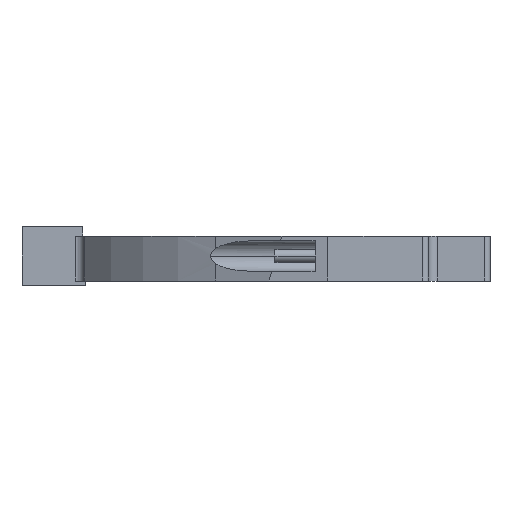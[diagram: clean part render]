
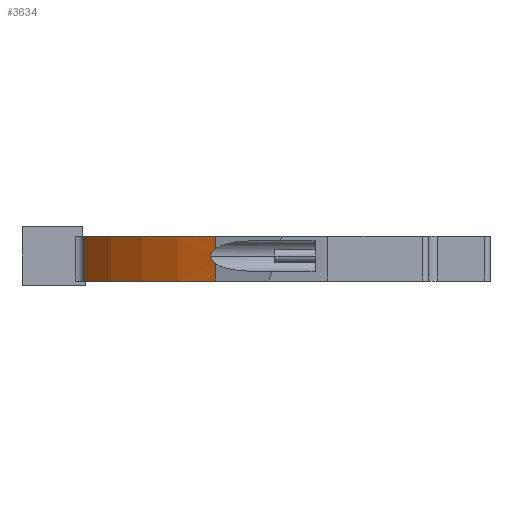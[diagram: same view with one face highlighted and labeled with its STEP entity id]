
A CAD part, left-side view. The second image highlights one B-rep face of the part: STEP entity #3634.
In plain terms, the highlighted cylindrical face has radius 4.25 mm (diameter 8.5 mm), a partial arc.
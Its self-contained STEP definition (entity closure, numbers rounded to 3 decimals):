
#466=CARTESIAN_POINT('POINT34',(-7.897,
   -2.752,0.313));
#467=VERTEX_POINT('VERTEX34',#466);
#475=CARTESIAN_POINT('POINT35',(-7.897,
   -2.752,0.06));
#476=VERTEX_POINT('VERTEX35',#475);
#477=CARTESIAN_POINT('POS49',(-7.897,
   -2.752,-0.07));
#478=DIRECTION('DIR68',(0.,0.,1.));
#479=VECTOR('VEC30',#478,1.);
#480=LINE('STRAIGHT30',#477,#479);
#481=EDGE_CURVE('EDGE47',#467,#476,#480,.F.);
#506=CARTESIAN_POINT('POINT37',(-7.87,-2.684,
   0.417));
#507=VERTEX_POINT('VERTEX37',#506);
#516=CARTESIAN_POINT('POINT38',(-7.897,
   -2.752,0.521));
#517=VERTEX_POINT('VERTEX38',#516);
#525=B_SPLINE_CURVE_WITH_KNOTS('SPLINE_CRV3',3,(#526,#527,#528,#529,#530
   ,#531,#532,#533,#534,#535),.UNSPECIFIED.,.F.,.F.,(4,2,2,2,4),(
   2.321,2.345,2.369,
   2.418,2.449),.UNSPECIFIED.);
#526=CARTESIAN_POINT('',(-7.87,-2.684,0.417));
#527=CARTESIAN_POINT('',(-7.87,-2.684,
   0.425));
#528=CARTESIAN_POINT('',(-7.87,-2.685,
   0.433));
#529=CARTESIAN_POINT('',(-7.872,-2.69,
   0.449));
#530=CARTESIAN_POINT('',(-7.874,-2.693,
   0.457));
#531=CARTESIAN_POINT('',(-7.879,-2.705,
   0.479));
#532=CARTESIAN_POINT('',(-7.883,-2.717,
   0.492));
#533=CARTESIAN_POINT('',(-7.891,-2.736,
   0.509));
#534=CARTESIAN_POINT('',(-7.894,-2.744,
   0.515));
#535=CARTESIAN_POINT('',(-7.897,-2.752,
   0.521));
#536=EDGE_CURVE('EDGE52',#507,#517,#525,.T.);
#547=B_SPLINE_CURVE_WITH_KNOTS('SPLINE_CRV4',3,(#548,#549,#550,#551,#552
   ,#553,#554,#555,#556,#557),.UNSPECIFIED.,.F.,.F.,(4,2,2,2,4),(
   2.192,2.223,2.272,
   2.296,2.321),.UNSPECIFIED.);
#548=CARTESIAN_POINT('',(-7.897,-2.752,
   0.313));
#549=CARTESIAN_POINT('',(-7.894,-2.744,
   0.319));
#550=CARTESIAN_POINT('',(-7.891,-2.736,
   0.325));
#551=CARTESIAN_POINT('',(-7.883,-2.717,
   0.342));
#552=CARTESIAN_POINT('',(-7.879,-2.705,
   0.355));
#553=CARTESIAN_POINT('',(-7.874,-2.693,
   0.377));
#554=CARTESIAN_POINT('',(-7.872,-2.69,
   0.385));
#555=CARTESIAN_POINT('',(-7.87,-2.685,
   0.401));
#556=CARTESIAN_POINT('',(-7.87,-2.684,
   0.409));
#557=CARTESIAN_POINT('',(-7.87,-2.684,0.417));
#558=EDGE_CURVE('EDGE53',#467,#507,#547,.T.);
#2243=CARTESIAN_POINT('POINT184',(-6.478,
   -0.885,0.06));
#2244=VERTEX_POINT('VERTEX184',#2243);
#2245=CARTESIAN_POINT('POS250',(-3.935,-4.29,0.06));
#2246=DIRECTION('DIR354',(0.,0.,1.));
#2247=DIRECTION('DIR355',(1.,0.,0.));
#2248=AXIS2_PLACEMENT_3D('AXIS105',#2245,#2246,#2247);
#2249=CIRCLE('ELLIPSE59',#2248,4.25);
#2250=EDGE_CURVE('EDGE224',#476,#2244,#2249,.F.);
#3589=CARTESIAN_POINT('POINT263',(-7.897,
   -2.752,0.7));
#3590=VERTEX_POINT('VERTEX263',#3589);
#3597=CARTESIAN_POINT('POS410',(-7.897,
   -2.752,-0.07));
#3598=DIRECTION('DIR593',(0.,0.,1.));
#3599=VECTOR('VEC227',#3598,1.);
#3600=LINE('STRAIGHT227',#3597,#3599);
#3601=EDGE_CURVE('EDGE349',#3590,#517,#3600,.F.);
#3607=ORIENTED_EDGE('COEDGE512',*,*,#558,.T.);
#3608=ORIENTED_EDGE('COEDGE513',*,*,#536,.T.);
#3609=ORIENTED_EDGE('COEDGE514',*,*,#3601,.F.);
#3610=CARTESIAN_POINT('POINT264',(-6.478,
   -0.885,0.7));
#3611=VERTEX_POINT('VERTEX264',#3610);
#3612=CARTESIAN_POINT('POS411',(-3.935,-4.29,0.7));
#3613=DIRECTION('DIR594',(0.,0.,1.));
#3614=DIRECTION('DIR595',(1.,0.,0.));
#3615=AXIS2_PLACEMENT_3D('AXIS184',#3612,#3613,#3614);
#3616=CIRCLE('ELLIPSE99',#3615,4.25);
#3617=EDGE_CURVE('EDGE350',#3590,#3611,#3616,.F.);
#3618=ORIENTED_EDGE('COEDGE515',*,*,#3617,.T.);
#3619=CARTESIAN_POINT('POS412',(-6.478,
   -0.885,-0.07));
#3620=DIRECTION('DIR596',(0.,0.,1.));
#3621=VECTOR('VEC228',#3620,1.);
#3622=LINE('STRAIGHT228',#3619,#3621);
#3623=EDGE_CURVE('EDGE351',#3611,#2244,#3622,.F.);
#3624=ORIENTED_EDGE('COEDGE516',*,*,#3623,.T.);
#3625=ORIENTED_EDGE('COEDGE517',*,*,#2250,.F.);
#3626=ORIENTED_EDGE('COEDGE518',*,*,#481,.F.);
#3627=EDGE_LOOP('NONE',(#3607,#3608,#3609,#3618,#3624,#3625,#3626));
#3628=FACE_BOUND('LOOP1',#3627,.T.);
#3629=CARTESIAN_POINT('POS413',(-3.935,-4.29,-0.07));
#3630=DIRECTION('DIR597',(0.,0.,1.));
#3631=DIRECTION('DIR598',(1.,0.,0.));
#3632=AXIS2_PLACEMENT_3D('AXIS185',#3629,#3630,#3631);
#3633=CYLINDRICAL_SURFACE('CONE_SURF32',#3632,4.25);
#3634=ADVANCED_FACE('FACE101',(#3628),#3633,.T.);
